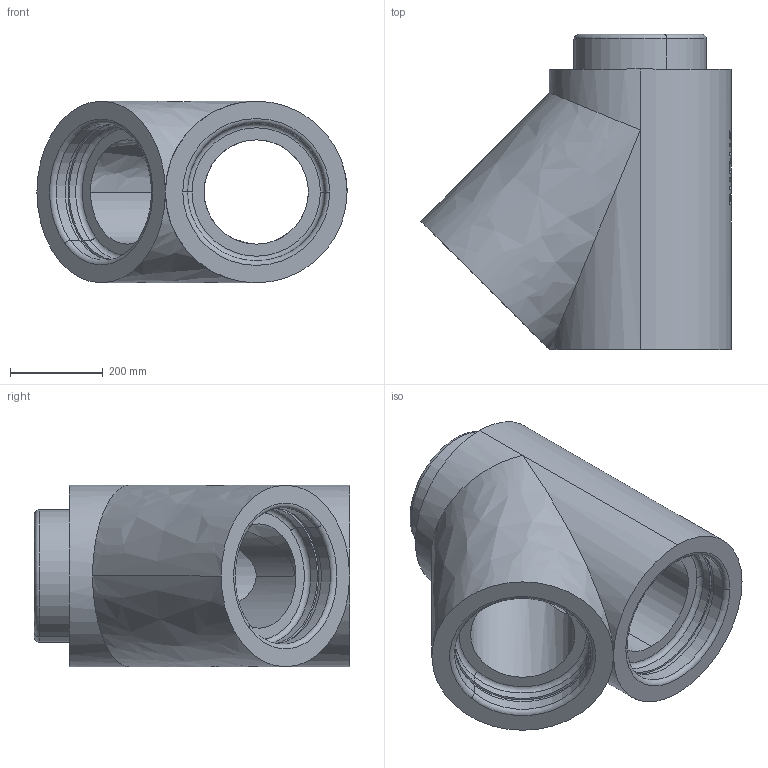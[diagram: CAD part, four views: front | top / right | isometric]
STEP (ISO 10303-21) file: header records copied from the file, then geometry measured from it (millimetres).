
FILE_DESCRIPTION (( 'STEP AP203' ), '1' );
FILE_NAME ('Rudus 1802029 EK-haaraputki 225-225.step', '2020-03-17T10:47:49', ( '' ), ( '' ), 'SwSTEP 2.0', 'SolidWorks 2019', '' );
FILE_SCHEMA (( 'CONFIG_CONTROL_DESIGN' ));
Length unit declared in the file: millimetre
Products named in the file (2): Rudus 1802029 EK-haaraputki 225-225; EK-osa-haararunko
Assembly tree (1 placements, depth 2):
  Rudus 1802029 EK-haaraputki 225-225
    EK-osa-haararunko
Bounding box: 669.19 x 680 x 392 mm (x, y, z)
Volume: 61356983.5 mm3; surface area: 1905216.5 mm2
Topology: 1 solids, 1 shells, 119 faces, 292 edges, 189 vertices
Faces by surface type: plane 39, bspline 38, cylinder 30, torus 10, cone 2
Entity records: 17983 total; most frequent: CARTESIAN_POINT 15252, ORIENTED_EDGE 584, DIRECTION 428, EDGE_CURVE 292, VERTEX_POINT 189, AXIS2_PLACEMENT_3D 177, EDGE_LOOP 137, B_SPLINE_CURVE_WITH_KNOTS 124
